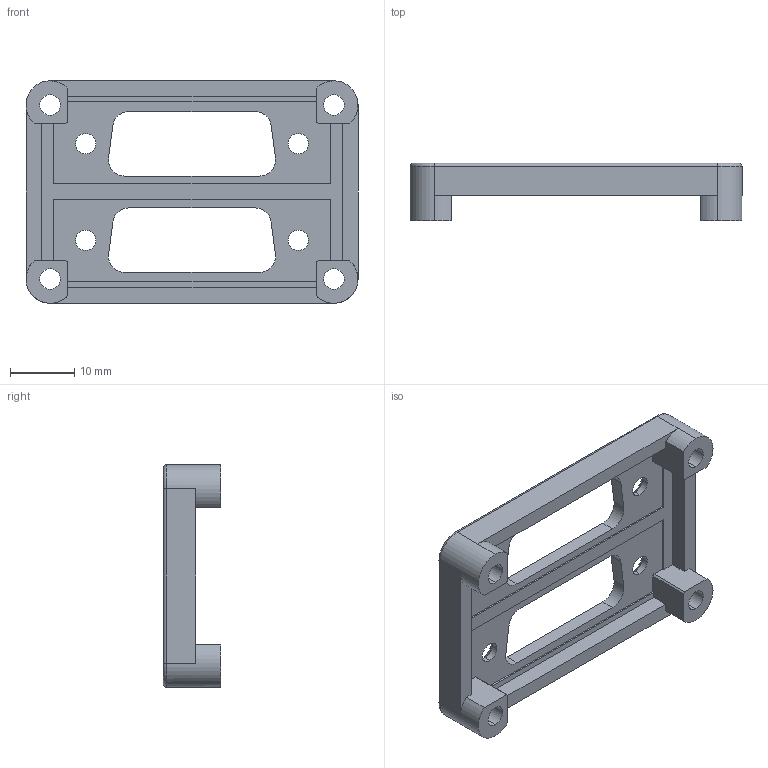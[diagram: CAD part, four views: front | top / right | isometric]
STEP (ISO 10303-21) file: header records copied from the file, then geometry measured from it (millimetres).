
FILE_DESCRIPTION (( 'STEP AP214' ), '1' );
FILE_NAME ('ZP-MC6B-2-2XDB15.step', '2015-08-12T18:10:50', ( '' ), ( '' ), 'SwSTEP 2.0', 'SolidWorks 2014', '' );
FILE_SCHEMA (( 'AUTOMOTIVE_DESIGN' ));
Length unit declared in the file: millimetre
Products named in the file (1): ZP-MC6B-2-2XDB15
Bounding box: 51.5 x 8.91 x 34.5 mm (x, y, z)
Volume: 4148.5 mm3; surface area: 4767.5 mm2
Topology: 1 solids, 1 shells, 108 faces, 288 edges, 186 vertices
Faces by surface type: plane 50, cylinder 46, cone 8, torus 4
Entity records: 3452 total; most frequent: DIRECTION 616, CARTESIAN_POINT 583, ORIENTED_EDGE 576, EDGE_CURVE 288, AXIS2_PLACEMENT_3D 219, VERTEX_POINT 186, LINE 178, VECTOR 178
